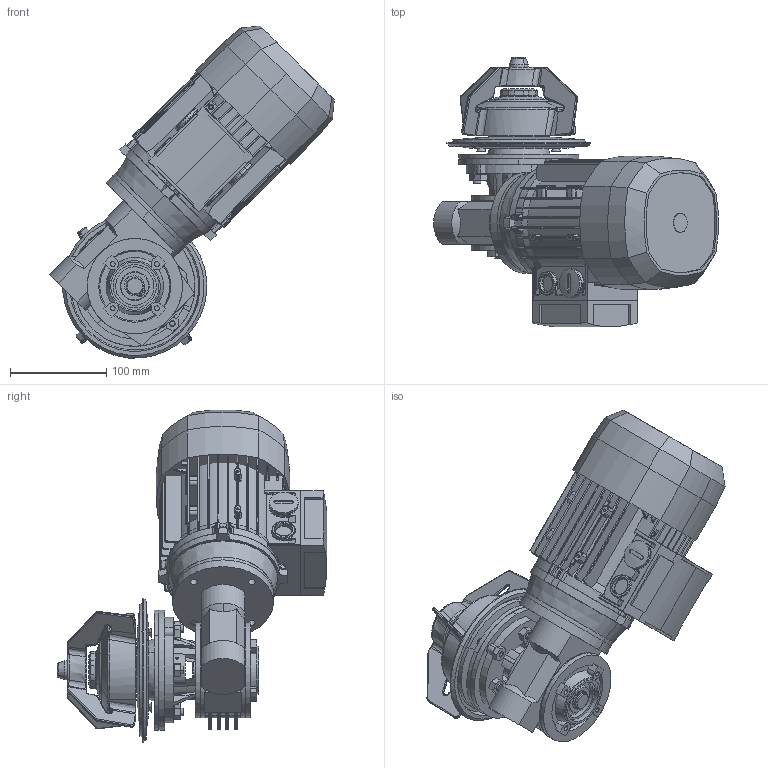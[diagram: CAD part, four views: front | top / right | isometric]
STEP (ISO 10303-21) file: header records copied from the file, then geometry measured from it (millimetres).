
FILE_DESCRIPTION (( 'STEP AP203' ), '1' );
FILE_NAME ('Complete mixer GMP1000 E0, standard (IEC).STEP', '2007-05-28T15:23:42', ( ' ' ), ( ' ' ), 'SwSTEP 2.0', 'SolidWorks 2005235', '' );
FILE_SCHEMA (( 'CONFIG_CONTROL_DESIGN' ));
Products named in the file (1): Complete mixer GMP1000 E0, standard (IEC)
Bounding box: 295.85 x 280.48 x 345.18 mm (x, y, z)
Surface area: 468777.9 mm2 (no closed solid volume)
Topology: 0 solids, 49 shells, 1474 faces, 4913 edges, 3321 vertices
Faces by surface type: cylinder 553, plane 416, bspline 281, cone 138, torus 78, sphere 8
Entity records: 93537 total; most frequent: CARTESIAN_POINT 54579, ORIENTED_EDGE 7862, DIRECTION 7410, EDGE_CURVE 4897, VERTEX_POINT 3321, AXIS2_PLACEMENT_3D 2732, LINE 1946, VECTOR 1946
